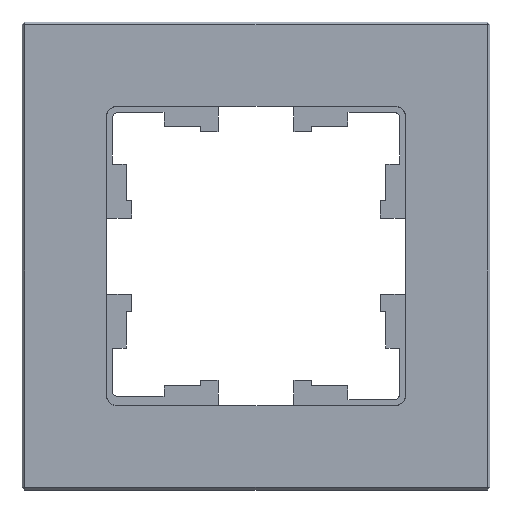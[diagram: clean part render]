
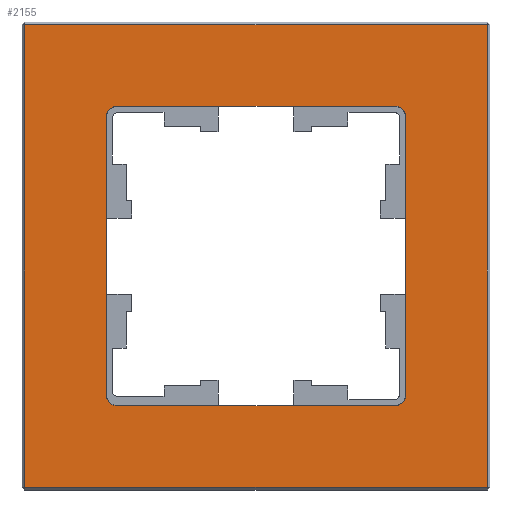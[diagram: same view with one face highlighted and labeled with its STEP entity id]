
A CAD part, top view. The second image highlights one B-rep face of the part: STEP entity #2155.
In plain terms, the highlighted planar face has unit normal (0, 0, 1).
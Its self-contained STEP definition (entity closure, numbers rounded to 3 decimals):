
#66 = VERTEX_POINT ( 'NONE', #2836 ) ;
#79 = DIRECTION ( 'NONE',  ( 0., 1., 0. ) ) ;
#173 = VERTEX_POINT ( 'NONE', #2249 ) ;
#181 = ORIENTED_EDGE ( 'NONE', *, *, #301, .T. ) ;
#182 = DIRECTION ( 'NONE',  ( 1., 0., 0. ) ) ;
#273 = EDGE_CURVE ( 'NONE', #4318, #4213, #1202, .T. ) ;
#301 = EDGE_CURVE ( 'NONE', #1492, #173, #474, .T. ) ;
#309 = DIRECTION ( 'NONE',  ( 1., 0., 0. ) ) ;
#371 = CARTESIAN_POINT ( 'NONE',  ( 15.329, 17.329, 0. ) ) ;
#419 = DIRECTION ( 'NONE',  ( -1., 0., 0. ) ) ;
#470 = VECTOR ( 'NONE', #1229, 1000. ) ;
#474 = LINE ( 'NONE', #2547, #3749 ) ;
#535 = VERTEX_POINT ( 'NONE', #598 ) ;
#537 = FACE_BOUND ( 'NONE', #4604, .T. ) ;
#541 = VECTOR ( 'NONE', #1986, 1000. ) ;
#559 = CARTESIAN_POINT ( 'NONE',  ( 15.329, 69.671, 0. ) ) ;
#598 = CARTESIAN_POINT ( 'NONE',  ( 69.671, 15.329, 0. ) ) ;
#642 = ORIENTED_EDGE ( 'NONE', *, *, #3719, .T. ) ;
#654 = CARTESIAN_POINT ( 'NONE',  ( 70.842, 15.329, 0. ) ) ;
#706 = ORIENTED_EDGE ( 'NONE', *, *, #3658, .T. ) ;
#741 = LINE ( 'NONE', #3208, #2241 ) ;
#764 = EDGE_CURVE ( 'NONE', #535, #2703, #2907, .T. ) ;
#829 = CARTESIAN_POINT ( 'NONE',  ( 16.158, 71.671, 0. ) ) ;
#847 = VERTEX_POINT ( 'NONE', #2608 ) ;
#985 = ORIENTED_EDGE ( 'NONE', *, *, #4150, .T. ) ;
#1044 = ORIENTED_EDGE ( 'NONE', *, *, #764, .T. ) ;
#1119 = DIRECTION ( 'NONE',  ( 1., 0., 0. ) ) ;
#1173 = CARTESIAN_POINT ( 'NONE',  ( 43.5, 15.329, 0. ) ) ;
#1202 =( BOUNDED_CURVE ( )  B_SPLINE_CURVE ( 3, ( #1499, #1528, #829, #2938 ),
 .UNSPECIFIED., .F., .F. ) 
 B_SPLINE_CURVE_WITH_KNOTS ( ( 4, 4 ),
 ( 2.356, 3.927 ),
 .UNSPECIFIED. ) 
 CURVE ( )  GEOMETRIC_REPRESENTATION_ITEM ( )  RATIONAL_B_SPLINE_CURVE ( ( 1., 0.805, 0.805, 1. ) ) 
 REPRESENTATION_ITEM ( '' )  );
#1229 = DIRECTION ( 'NONE',  ( 0., -1., 0. ) ) ;
#1304 = CARTESIAN_POINT ( 'NONE',  ( 71.671, 69.671, 0. ) ) ;
#1312 = ORIENTED_EDGE ( 'NONE', *, *, #3399, .T. ) ;
#1330 = CARTESIAN_POINT ( 'NONE',  ( 70.842, 71.671, 0. ) ) ;
#1339 = CARTESIAN_POINT ( 'NONE',  ( 15.329, 17.329, 0. ) ) ;
#1348 = CARTESIAN_POINT ( 'NONE',  ( 71.671, 17.329, 0. ) ) ;
#1373 = EDGE_CURVE ( 'NONE', #66, #1862, #1932, .T. ) ;
#1400 = VERTEX_POINT ( 'NONE', #4578 ) ;
#1479 = DIRECTION ( 'NONE',  ( -1., 0., 0. ) ) ;
#1492 = VERTEX_POINT ( 'NONE', #2188 ) ;
#1499 = CARTESIAN_POINT ( 'NONE',  ( 15.329, 69.671, 0. ) ) ;
#1528 = CARTESIAN_POINT ( 'NONE',  ( 15.329, 70.842, 0. ) ) ;
#1534 = ORIENTED_EDGE ( 'NONE', *, *, #1373, .T. ) ;
#1547 = ORIENTED_EDGE ( 'NONE', *, *, #273, .T. ) ;
#1600 = LINE ( 'NONE', #4484, #541 ) ;
#1617 = VECTOR ( 'NONE', #419, 1000. ) ;
#1704 = EDGE_LOOP ( 'NONE', ( #2997, #181, #985, #642 ) ) ;
#1726 = ORIENTED_EDGE ( 'NONE', *, *, #2545, .T. ) ;
#1733 = CARTESIAN_POINT ( 'NONE',  ( 69.671, 15.329, 0. ) ) ;
#1818 = DIRECTION ( 'NONE',  ( 0., -1., 0. ) ) ;
#1824 = CARTESIAN_POINT ( 'NONE',  ( 16.158, 15.329, 0. ) ) ;
#1862 = VERTEX_POINT ( 'NONE', #2410 ) ;
#1891 = PLANE ( 'NONE',  #4526 ) ;
#1896 = CARTESIAN_POINT ( 'NONE',  ( 17.329, 15.329, 0. ) ) ;
#1913 = EDGE_CURVE ( 'NONE', #1862, #535, #3642, .T. ) ;
#1932 = LINE ( 'NONE', #4433, #470 ) ;
#1937 = LINE ( 'NONE', #4040, #3036 ) ;
#1940 = ORIENTED_EDGE ( 'NONE', *, *, #1913, .T. ) ;
#1977 = CARTESIAN_POINT ( 'NONE',  ( 43.5, 43.5, 0. ) ) ;
#1986 = DIRECTION ( 'NONE',  ( 0., 1., 0. ) ) ;
#2155 = ADVANCED_FACE ( 'NONE', ( #537, #3054 ), #1891, .T. ) ;
#2164 = LINE ( 'NONE', #2580, #4533 ) ;
#2188 = CARTESIAN_POINT ( 'NONE',  ( 87., 87., 0. ) ) ;
#2241 = VECTOR ( 'NONE', #1818, 1000. ) ;
#2249 = CARTESIAN_POINT ( 'NONE',  ( 0., 87., 0. ) ) ;
#2261 =( BOUNDED_CURVE ( )  B_SPLINE_CURVE ( 3, ( #1896, #1824, #4003, #371 ),
 .UNSPECIFIED., .F., .F. ) 
 B_SPLINE_CURVE_WITH_KNOTS ( ( 4, 4 ),
 ( 2.356, 3.927 ),
 .UNSPECIFIED. ) 
 CURVE ( )  GEOMETRIC_REPRESENTATION_ITEM ( )  RATIONAL_B_SPLINE_CURVE ( ( 1., 0.805, 0.805, 1. ) ) 
 REPRESENTATION_ITEM ( '' )  );
#2264 = EDGE_CURVE ( 'NONE', #4213, #2382, #1937, .T. ) ;
#2382 = VERTEX_POINT ( 'NONE', #4641 ) ;
#2410 = CARTESIAN_POINT ( 'NONE',  ( 71.671, 17.329, 0. ) ) ;
#2433 = CARTESIAN_POINT ( 'NONE',  ( 17.329, 15.329, 0. ) ) ;
#2455 = CARTESIAN_POINT ( 'NONE',  ( 71.671, 16.158, 0. ) ) ;
#2545 = EDGE_CURVE ( 'NONE', #3046, #4318, #1600, .T. ) ;
#2547 = CARTESIAN_POINT ( 'NONE',  ( 43.5, 87., 0. ) ) ;
#2580 = CARTESIAN_POINT ( 'NONE',  ( 87., 43.5, 0. ) ) ;
#2608 = CARTESIAN_POINT ( 'NONE',  ( 87., 0., 0. ) ) ;
#2703 = VERTEX_POINT ( 'NONE', #2433 ) ;
#2836 = CARTESIAN_POINT ( 'NONE',  ( 71.671, 69.671, 0. ) ) ;
#2907 = LINE ( 'NONE', #1173, #1617 ) ;
#2938 = CARTESIAN_POINT ( 'NONE',  ( 17.329, 71.671, 0. ) ) ;
#2997 = ORIENTED_EDGE ( 'NONE', *, *, #3714, .T. ) ;
#3036 = VECTOR ( 'NONE', #309, 1000. ) ;
#3038 = CARTESIAN_POINT ( 'NONE',  ( 69.671, 71.671, 0. ) ) ;
#3046 = VERTEX_POINT ( 'NONE', #1339 ) ;
#3054 = FACE_OUTER_BOUND ( 'NONE', #1704, .T. ) ;
#3208 = CARTESIAN_POINT ( 'NONE',  ( 0., 43.5, 0. ) ) ;
#3397 = DIRECTION ( 'NONE',  ( 0., 0., 1. ) ) ;
#3399 = EDGE_CURVE ( 'NONE', #2382, #66, #3565, .T. ) ;
#3409 = CARTESIAN_POINT ( 'NONE',  ( 71.671, 70.842, 0. ) ) ;
#3461 = CARTESIAN_POINT ( 'NONE',  ( 17.329, 71.671, 0. ) ) ;
#3554 = VECTOR ( 'NONE', #1119, 1000. ) ;
#3565 =( BOUNDED_CURVE ( )  B_SPLINE_CURVE ( 3, ( #3038, #1330, #3409, #1304 ),
 .UNSPECIFIED., .F., .F. ) 
 B_SPLINE_CURVE_WITH_KNOTS ( ( 4, 4 ),
 ( 2.356, 3.927 ),
 .UNSPECIFIED. ) 
 CURVE ( )  GEOMETRIC_REPRESENTATION_ITEM ( )  RATIONAL_B_SPLINE_CURVE ( ( 1., 0.805, 0.805, 1. ) ) 
 REPRESENTATION_ITEM ( '' )  );
#3604 = LINE ( 'NONE', #4325, #3554 ) ;
#3642 =( BOUNDED_CURVE ( )  B_SPLINE_CURVE ( 3, ( #1348, #2455, #654, #1733 ),
 .UNSPECIFIED., .F., .F. ) 
 B_SPLINE_CURVE_WITH_KNOTS ( ( 4, 4 ),
 ( 2.356, 3.927 ),
 .UNSPECIFIED. ) 
 CURVE ( )  GEOMETRIC_REPRESENTATION_ITEM ( )  RATIONAL_B_SPLINE_CURVE ( ( 1., 0.805, 0.805, 1. ) ) 
 REPRESENTATION_ITEM ( '' )  );
#3658 = EDGE_CURVE ( 'NONE', #2703, #3046, #2261, .T. ) ;
#3714 = EDGE_CURVE ( 'NONE', #847, #1492, #2164, .T. ) ;
#3719 = EDGE_CURVE ( 'NONE', #1400, #847, #3604, .T. ) ;
#3749 = VECTOR ( 'NONE', #1479, 1000. ) ;
#4003 = CARTESIAN_POINT ( 'NONE',  ( 15.329, 16.158, 0. ) ) ;
#4040 = CARTESIAN_POINT ( 'NONE',  ( 43.5, 71.671, 0. ) ) ;
#4143 = ORIENTED_EDGE ( 'NONE', *, *, #2264, .T. ) ;
#4150 = EDGE_CURVE ( 'NONE', #173, #1400, #741, .T. ) ;
#4213 = VERTEX_POINT ( 'NONE', #3461 ) ;
#4318 = VERTEX_POINT ( 'NONE', #559 ) ;
#4325 = CARTESIAN_POINT ( 'NONE',  ( 43.5, 0., 0. ) ) ;
#4433 = CARTESIAN_POINT ( 'NONE',  ( 71.671, 43.5, 0. ) ) ;
#4484 = CARTESIAN_POINT ( 'NONE',  ( 15.329, 43.5, 0. ) ) ;
#4526 = AXIS2_PLACEMENT_3D ( 'NONE', #1977, #3397, #182 ) ;
#4533 = VECTOR ( 'NONE', #79, 1000. ) ;
#4578 = CARTESIAN_POINT ( 'NONE',  ( 0., 0., 0. ) ) ;
#4604 = EDGE_LOOP ( 'NONE', ( #1547, #4143, #1312, #1534, #1940, #1044, #706, #1726 ) ) ;
#4641 = CARTESIAN_POINT ( 'NONE',  ( 69.671, 71.671, 0. ) ) ;
